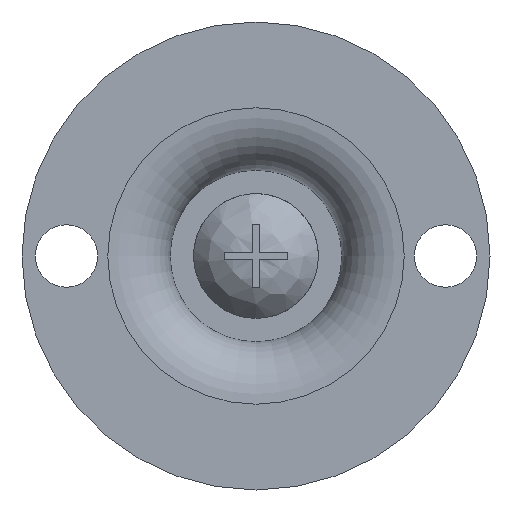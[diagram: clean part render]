
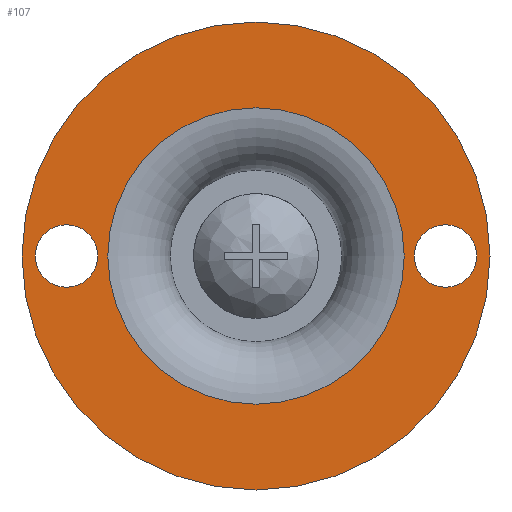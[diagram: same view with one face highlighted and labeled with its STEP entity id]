
A CAD part, front view. The second image highlights one B-rep face of the part: STEP entity #107.
In plain terms, the highlighted planar face has unit normal (0, -1, 0).
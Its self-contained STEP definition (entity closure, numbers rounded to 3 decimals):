
#107 = ADVANCED_FACE( '', ( #246, #247, #248, #249 ), #250, .F. );
#246 = FACE_BOUND( '', #447, .T. );
#247 = FACE_BOUND( '', #448, .T. );
#248 = FACE_OUTER_BOUND( '', #449, .T. );
#249 = FACE_BOUND( '', #450, .T. );
#250 = PLANE( '', #451 );
#447 = EDGE_LOOP( '', ( #703 ) );
#448 = EDGE_LOOP( '', ( #704 ) );
#449 = EDGE_LOOP( '', ( #705 ) );
#450 = EDGE_LOOP( '', ( #706 ) );
#451 = AXIS2_PLACEMENT_3D( '', #707, #708, #709 );
#703 = ORIENTED_EDGE( '', *, *, #1006, .F. );
#704 = ORIENTED_EDGE( '', *, *, #1007, .F. );
#705 = ORIENTED_EDGE( '', *, *, #917, .T. );
#706 = ORIENTED_EDGE( '', *, *, #1008, .T. );
#707 = CARTESIAN_POINT( '', ( 15., 0., 0. ) );
#708 = DIRECTION( '', ( 0., 1., 0. ) );
#709 = DIRECTION( '', ( 0., 0., 1. ) );
#917 = EDGE_CURVE( '', #1058, #1058, #1059, .T. );
#1006 = EDGE_CURVE( '', #1204, #1204, #1205, .T. );
#1007 = EDGE_CURVE( '', #1206, #1206, #1207, .F. );
#1008 = EDGE_CURVE( '', #1208, #1208, #1209, .T. );
#1058 = VERTEX_POINT( '', #1263 );
#1059 = CIRCLE( '', #1264, 15. );
#1204 = VERTEX_POINT( '', #1565 );
#1205 = CIRCLE( '', #1566, 9.5 );
#1206 = VERTEX_POINT( '', #1567 );
#1207 = CIRCLE( '', #1568, 2. );
#1208 = VERTEX_POINT( '', #1569 );
#1209 = CIRCLE( '', #1570, 2. );
#1263 = CARTESIAN_POINT( '', ( 0., 0., -15. ) );
#1264 = AXIS2_PLACEMENT_3D( '', #1661, #1662, #1663 );
#1565 = CARTESIAN_POINT( '', ( 0., 0., -9.5 ) );
#1566 = AXIS2_PLACEMENT_3D( '', #1752, #1753, #1754 );
#1567 = CARTESIAN_POINT( '', ( 12.15, 0., 2. ) );
#1568 = AXIS2_PLACEMENT_3D( '', #1755, #1756, #1757 );
#1569 = CARTESIAN_POINT( '', ( -10.15, 0., 0. ) );
#1570 = AXIS2_PLACEMENT_3D( '', #1758, #1759, #1760 );
#1661 = CARTESIAN_POINT( '', ( 0., 0., 0. ) );
#1662 = DIRECTION( '', ( 0., -1., 0. ) );
#1663 = DIRECTION( '', ( 0., 0., -1. ) );
#1752 = CARTESIAN_POINT( '', ( 0., 0., 0. ) );
#1753 = DIRECTION( '', ( 0., -1., 0. ) );
#1754 = DIRECTION( '', ( 0., 0., -1. ) );
#1755 = CARTESIAN_POINT( '', ( 12.15, 0., 0. ) );
#1756 = DIRECTION( '', ( 0., 1., 0. ) );
#1757 = DIRECTION( '', ( 0., 0., 1. ) );
#1758 = CARTESIAN_POINT( '', ( -12.15, 0., 0. ) );
#1759 = DIRECTION( '', ( 0., 1., 0. ) );
#1760 = DIRECTION( '', ( 1., 0., 0. ) );
